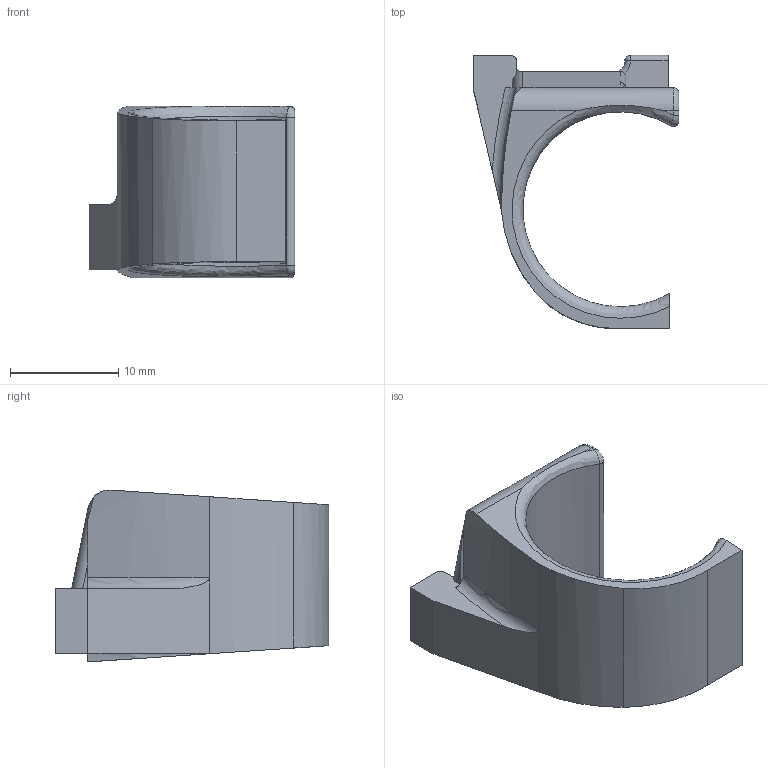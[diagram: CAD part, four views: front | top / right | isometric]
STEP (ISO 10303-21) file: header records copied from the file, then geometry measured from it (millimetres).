
FILE_DESCRIPTION(/* description */ (''),/* implementation_level */ '2;1');
FILE_NAME(/* name */ 'Medial.ipt.stp',/* time_stamp */ '2021-06-20T10:01:55-05:00',/* author */ ('svale'),/* organization */ (''),/* preprocessor_version */ 'ST-DEVELOPER v18.1',/* originating_system */ 'Autodesk Inventor 2021',/* authorisation */ '');
FILE_SCHEMA (('AUTOMOTIVE_DESIGN { 1 0 10303 214 3 1 1 }','TECHNICAL_DATA_PACKAGING'));
Length unit declared in the file: millimetre
Products named in the file (1): Medial
Bounding box: 19 x 25.2 x 15.86 mm (x, y, z)
Volume: 2008 mm3; surface area: 1747.9 mm2
Topology: 1 solids, 1 shells, 55 faces, 149 edges, 99 vertices
Faces by surface type: plane 24, cylinder 19, bspline 6, torus 3, cone 2, sphere 1
Full cylindrical faces by diameter (mm): 1.567 x2
Entity records: 2171 total; most frequent: CARTESIAN_POINT 760, ORIENTED_EDGE 288, DIRECTION 275, EDGE_CURVE 144, AXIS2_PLACEMENT_3D 100, VERTEX_POINT 93, LINE 75, VECTOR 75
